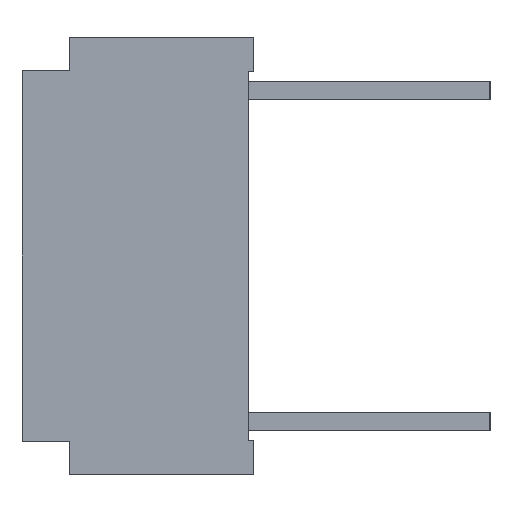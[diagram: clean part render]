
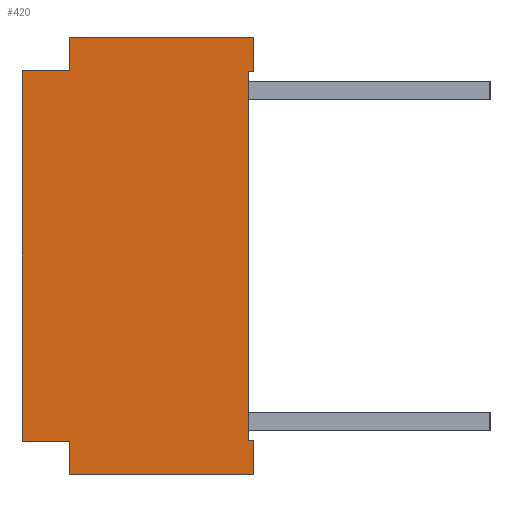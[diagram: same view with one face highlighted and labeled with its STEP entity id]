
A CAD part, left-side view. The second image highlights one B-rep face of the part: STEP entity #420.
In plain terms, the highlighted planar face has unit normal (-1, 0, 0).
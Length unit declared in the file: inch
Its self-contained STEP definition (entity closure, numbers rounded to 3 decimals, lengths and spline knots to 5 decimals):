
#420 = ADVANCED_FACE( '', ( #1129 ), #1130, .F. );
#1129 = FACE_OUTER_BOUND( '', #2189, .T. );
#1130 = PLANE( '', #2190 );
#2189 = EDGE_LOOP( '', ( #3308, #3309, #3310, #3311, #3312, #3313, #3314, #3315, #3316, #3317, #3318, #3319 ) );
#2190 = AXIS2_PLACEMENT_3D( '', #3320, #3321, #3322 );
#3308 = ORIENTED_EDGE( '', *, *, #6416, .T. );
#3309 = ORIENTED_EDGE( '', *, *, #6417, .T. );
#3310 = ORIENTED_EDGE( '', *, *, #6418, .F. );
#3311 = ORIENTED_EDGE( '', *, *, #6419, .T. );
#3312 = ORIENTED_EDGE( '', *, *, #6420, .T. );
#3313 = ORIENTED_EDGE( '', *, *, #6421, .T. );
#3314 = ORIENTED_EDGE( '', *, *, #6422, .T. );
#3315 = ORIENTED_EDGE( '', *, *, #6423, .T. );
#3316 = ORIENTED_EDGE( '', *, *, #6424, .T. );
#3317 = ORIENTED_EDGE( '', *, *, #6425, .T. );
#3318 = ORIENTED_EDGE( '', *, *, #6426, .T. );
#3319 = ORIENTED_EDGE( '', *, *, #6427, .F. );
#3320 = CARTESIAN_POINT( '', ( 0., 0.0835, -0.07875 ) );
#3321 = DIRECTION( '', ( 1., 0., 0. ) );
#3322 = DIRECTION( '', ( 0., 0., -1. ) );
#6416 = EDGE_CURVE( '', #7716, #7717, #7718, .T. );
#6417 = EDGE_CURVE( '', #7717, #7719, #7720, .T. );
#6418 = EDGE_CURVE( '', #7721, #7719, #7722, .T. );
#6419 = EDGE_CURVE( '', #7721, #7723, #7724, .T. );
#6420 = EDGE_CURVE( '', #7723, #7725, #7726, .T. );
#6421 = EDGE_CURVE( '', #7725, #7727, #7728, .T. );
#6422 = EDGE_CURVE( '', #7727, #7729, #7730, .T. );
#6423 = EDGE_CURVE( '', #7729, #7731, #7732, .T. );
#6424 = EDGE_CURVE( '', #7731, #7733, #7734, .T. );
#6425 = EDGE_CURVE( '', #7733, #7735, #7736, .T. );
#6426 = EDGE_CURVE( '', #7735, #7737, #7738, .T. );
#6427 = EDGE_CURVE( '', #7716, #7737, #7739, .T. );
#7716 = VERTEX_POINT( '', #9629 );
#7717 = VERTEX_POINT( '', #9630 );
#7718 = LINE( '', #9631, #9632 );
#7719 = VERTEX_POINT( '', #9633 );
#7720 = LINE( '', #9634, #9635 );
#7721 = VERTEX_POINT( '', #9636 );
#7722 = LINE( '', #9637, #9638 );
#7723 = VERTEX_POINT( '', #9639 );
#7724 = LINE( '', #9640, #9641 );
#7725 = VERTEX_POINT( '', #9642 );
#7726 = LINE( '', #9643, #9644 );
#7727 = VERTEX_POINT( '', #9645 );
#7728 = LINE( '', #9646, #9647 );
#7729 = VERTEX_POINT( '', #9648 );
#7730 = LINE( '', #9649, #9650 );
#7731 = VERTEX_POINT( '', #9651 );
#7732 = LINE( '', #9652, #9653 );
#7733 = VERTEX_POINT( '', #9654 );
#7734 = LINE( '', #9655, #9656 );
#7735 = VERTEX_POINT( '', #9657 );
#7736 = LINE( '', #9658, #9659 );
#7737 = VERTEX_POINT( '', #9660 );
#7738 = LINE( '', #9661, #9662 );
#7739 = LINE( '', #9663, #9664 );
#9629 = CARTESIAN_POINT( '', ( 0., 0.0665, 0.07875 ) );
#9630 = CARTESIAN_POINT( '', ( 0., 0.0665, 0.06675 ) );
#9631 = CARTESIAN_POINT( '', ( 0., 0.0665, 0.11675 ) );
#9632 = VECTOR( '', #12253, 39.37008 );
#9633 = CARTESIAN_POINT( '', ( 0., 0.0835, 0.06675 ) );
#9634 = CARTESIAN_POINT( '', ( 0., 0.0665, 0.06675 ) );
#9635 = VECTOR( '', #12254, 39.37008 );
#9636 = CARTESIAN_POINT( '', ( 0., 0.0835, -0.06675 ) );
#9637 = CARTESIAN_POINT( '', ( 0., 0.0835, -0.07875 ) );
#9638 = VECTOR( '', #12255, 39.37008 );
#9639 = CARTESIAN_POINT( '', ( 0., 0.0665, -0.06675 ) );
#9640 = CARTESIAN_POINT( '', ( 0., 0.0835, -0.06675 ) );
#9641 = VECTOR( '', #12256, 39.37008 );
#9642 = CARTESIAN_POINT( '', ( 0., 0.0665, -0.07875 ) );
#9643 = CARTESIAN_POINT( '', ( 0., 0.0665, -0.06675 ) );
#9644 = VECTOR( '', #12257, 39.37008 );
#9645 = CARTESIAN_POINT( '', ( 0., 0., -0.07875 ) );
#9646 = CARTESIAN_POINT( '', ( 0., 0.0835, -0.07875 ) );
#9647 = VECTOR( '', #12258, 39.37008 );
#9648 = CARTESIAN_POINT( '', ( 0., 0., -0.06635 ) );
#9649 = CARTESIAN_POINT( '', ( 0., 0., -0.07875 ) );
#9650 = VECTOR( '', #12259, 39.37008 );
#9651 = CARTESIAN_POINT( '', ( 0., 0.002, -0.06635 ) );
#9652 = CARTESIAN_POINT( '', ( 0., 0., -0.06635 ) );
#9653 = VECTOR( '', #12260, 39.37008 );
#9654 = CARTESIAN_POINT( '', ( 0., 0.002, 0.06635 ) );
#9655 = CARTESIAN_POINT( '', ( 0., 0.002, -0.06635 ) );
#9656 = VECTOR( '', #12261, 39.37008 );
#9657 = CARTESIAN_POINT( '', ( 0., 0., 0.06635 ) );
#9658 = CARTESIAN_POINT( '', ( 0., 0.002, 0.06635 ) );
#9659 = VECTOR( '', #12262, 39.37008 );
#9660 = CARTESIAN_POINT( '', ( 0., 0., 0.07875 ) );
#9661 = CARTESIAN_POINT( '', ( 0., 0., -0.07875 ) );
#9662 = VECTOR( '', #12263, 39.37008 );
#9663 = CARTESIAN_POINT( '', ( 0., 0.0835, 0.07875 ) );
#9664 = VECTOR( '', #12264, 39.37008 );
#12253 = DIRECTION( '', ( 0., 0., -1. ) );
#12254 = DIRECTION( '', ( 0., 1., 0. ) );
#12255 = DIRECTION( '', ( 0., 0., 1. ) );
#12256 = DIRECTION( '', ( 0., -1., 0. ) );
#12257 = DIRECTION( '', ( 0., 0., -1. ) );
#12258 = DIRECTION( '', ( 0., -1., 0. ) );
#12259 = DIRECTION( '', ( 0., 0., 1. ) );
#12260 = DIRECTION( '', ( 0., 1., 0. ) );
#12261 = DIRECTION( '', ( 0., 0., 1. ) );
#12262 = DIRECTION( '', ( 0., -1., 0. ) );
#12263 = DIRECTION( '', ( 0., 0., 1. ) );
#12264 = DIRECTION( '', ( 0., -1., 0. ) );
